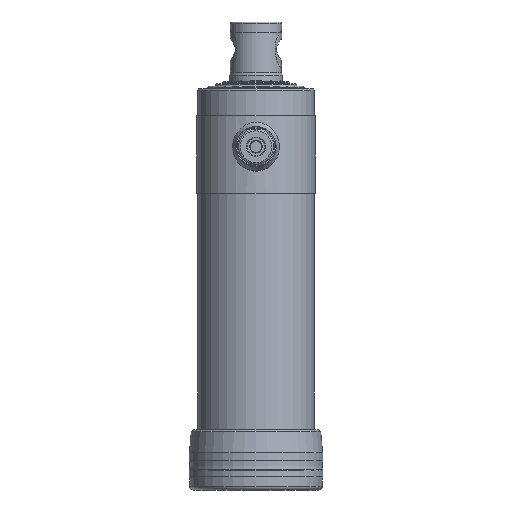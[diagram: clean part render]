
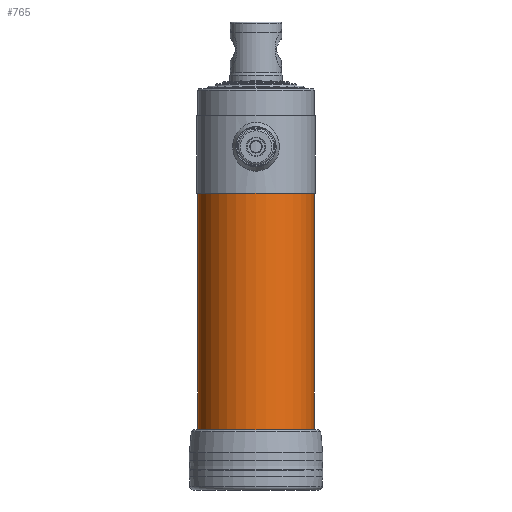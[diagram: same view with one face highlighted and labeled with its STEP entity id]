
A CAD part, front view. The second image highlights one B-rep face of the part: STEP entity #765.
In plain terms, the highlighted cylindrical face has radius 75 mm (diameter 150 mm), a full revolution.
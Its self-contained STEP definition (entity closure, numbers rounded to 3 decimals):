
#765 = ADVANCED_FACE( '', ( #1649, #1650 ), #1651, .T. );
#1649 = FACE_OUTER_BOUND( '', #5723, .T. );
#1650 = FACE_OUTER_BOUND( '', #5724, .T. );
#1651 = CYLINDRICAL_SURFACE( '', #5725, 75. );
#5723 = EDGE_LOOP( '', ( #7273 ) );
#5724 = EDGE_LOOP( '', ( #7274 ) );
#5725 = AXIS2_PLACEMENT_3D( '', #7275, #7276, #7277 );
#7273 = ORIENTED_EDGE( '', *, *, #7804, .F. );
#7274 = ORIENTED_EDGE( '', *, *, #7572, .T. );
#7275 = CARTESIAN_POINT( '', ( 0., 0., -57. ) );
#7276 = DIRECTION( '', ( 0., 0., 1. ) );
#7277 = DIRECTION( '', ( -1., 0., 0. ) );
#7572 = EDGE_CURVE( '', #8174, #8174, #8175, .T. );
#7804 = EDGE_CURVE( '', #8538, #8538, #8539, .T. );
#8174 = VERTEX_POINT( '', #9292 );
#8175 = CIRCLE( '', #9293, 75. );
#8538 = VERTEX_POINT( '', #10683 );
#8539 = CIRCLE( '', #10684, 75. );
#9292 = CARTESIAN_POINT( '', ( -75., 0., 362. ) );
#9293 = AXIS2_PLACEMENT_3D( '', #11343, #11344, #11345 );
#10683 = CARTESIAN_POINT( '', ( -75., 0., 42. ) );
#10684 = AXIS2_PLACEMENT_3D( '', #11637, #11638, #11639 );
#11343 = CARTESIAN_POINT( '', ( 0., 0., 362. ) );
#11344 = DIRECTION( '', ( 0., 0., -1. ) );
#11345 = DIRECTION( '', ( -1., 0., 0. ) );
#11637 = CARTESIAN_POINT( '', ( 0., 0., 42. ) );
#11638 = DIRECTION( '', ( 0., 0., -1. ) );
#11639 = DIRECTION( '', ( -1., 0., 0. ) );
